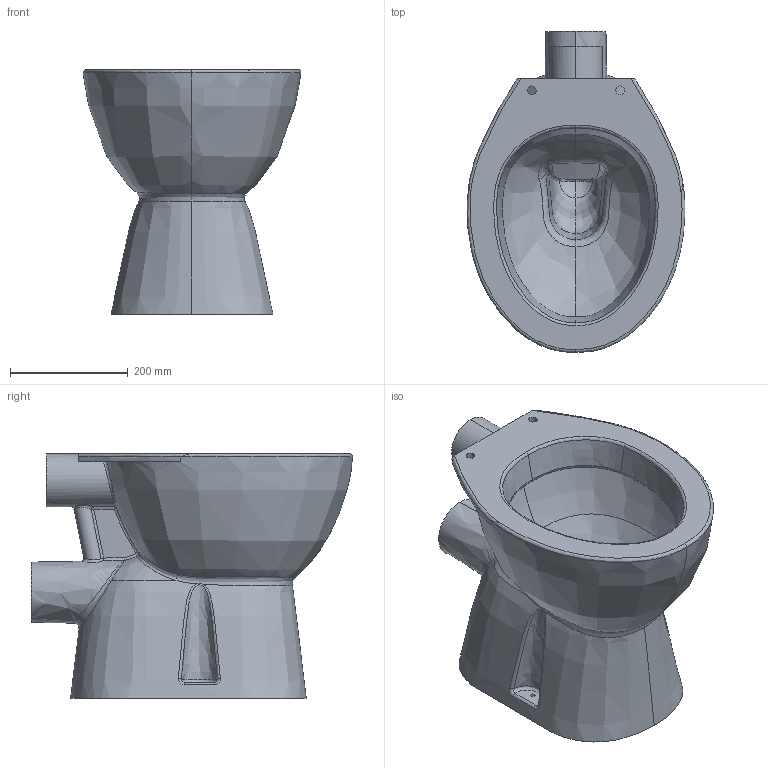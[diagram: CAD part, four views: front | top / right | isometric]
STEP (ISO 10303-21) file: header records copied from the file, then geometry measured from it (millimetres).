
FILE_DESCRIPTION(/* description */ (''),/* implementation_level */ '2;1');
FILE_NAME(/* name */ 'STEP - 322B-B_1831262',/* time_stamp */ '2025-03-06T15:36:11+11:00',/* author */ (''),/* organization */ (''),/* preprocessor_version */ 'ST-DEVELOPER v16.5',/* originating_system */ 'Rhino 7.37',/* authorisation */ '');
FILE_SCHEMA (('AUTOMOTIVE_DESIGN'));
Length unit declared in the file: millimetre
Products named in the file (1): Document
Bounding box: 369.82 x 545 x 415 mm (x, y, z)
Volume: 12070835.2 mm3; surface area: 1255533.6 mm2
Topology: 1 solids, 1 shells, 311 faces, 702 edges, 413 vertices
Faces by surface type: bspline 228, cylinder 63, plane 20
Entity records: 32612 total; most frequent: CARTESIAN_POINT 28215, ORIENTED_EDGE 1396, EDGE_CURVE 698, B_SPLINE_CURVE_WITH_KNOTS 538, VERTEX_POINT 413, EDGE_LOOP 343, ADVANCED_FACE 311, FACE_OUTER_BOUND 311
